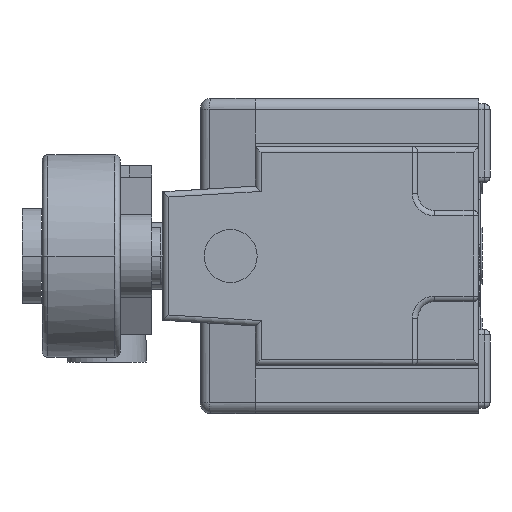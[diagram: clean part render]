
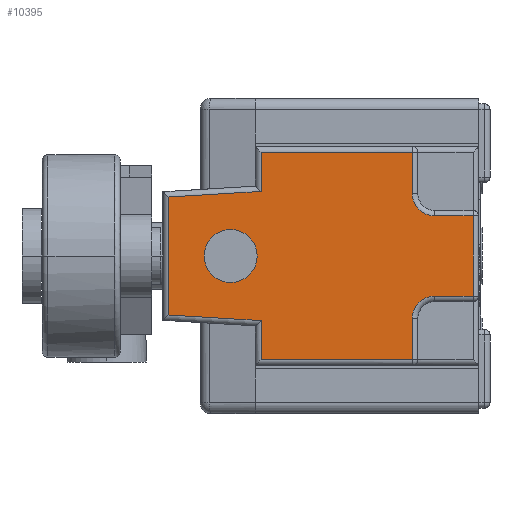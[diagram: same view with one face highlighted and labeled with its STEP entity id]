
A CAD part, left-side view. The second image highlights one B-rep face of the part: STEP entity #10395.
In plain terms, the highlighted planar face has unit normal (-1, 0, 0).
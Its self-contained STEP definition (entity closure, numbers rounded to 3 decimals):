
#1610=CARTESIAN_POINT('',(-51.5,22.,0.));
#1611=DIRECTION('',(-1.,0.,0.));
#1612=DIRECTION('',(0.,0.,1.));
#1613=AXIS2_PLACEMENT_3D('',#1610,#1611,#1612);
#1615=CARTESIAN_POINT('',(-51.5,22.,0.));
#1616=DIRECTION('',(-1.,0.,0.));
#1617=DIRECTION('',(0.,0.,-1.));
#1618=AXIS2_PLACEMENT_3D('',#1615,#1616,#1617);
#1620=DIRECTION('',(0.,0.,-1.));
#1621=VECTOR('',#1620,7.1);
#1622=CARTESIAN_POINT('',(-51.5,0.5,3.55));
#1623=LINE('',#1622,#1621);
#1624=DIRECTION('',(0.,-1.,0.));
#1625=VECTOR('',#1624,3.4);
#1626=CARTESIAN_POINT('',(-51.5,3.9,-3.55));
#1627=LINE('',#1626,#1625);
#1628=CARTESIAN_POINT('',(-51.5,3.9,-5.55));
#1629=DIRECTION('',(1.,0.,0.));
#1630=DIRECTION('',(0.,1.,0.));
#1631=AXIS2_PLACEMENT_3D('',#1628,#1629,#1630);
#1633=DIRECTION('',(0.,0.,1.));
#1634=VECTOR('',#1633,3.65);
#1635=CARTESIAN_POINT('',(-51.5,5.9,-9.2));
#1636=LINE('',#1635,#1634);
#1637=DIRECTION('',(0.,1.,0.));
#1638=VECTOR('',#1637,13.4);
#1639=CARTESIAN_POINT('',(-51.5,5.9,-9.2));
#1640=LINE('',#1639,#1638);
#1641=DIRECTION('',(0.,0.,-1.));
#1642=VECTOR('',#1641,3.47);
#1643=CARTESIAN_POINT('',(-51.5,19.3,-5.73));
#1644=LINE('',#1643,#1642);
#1645=DIRECTION('',(0.,-0.998,-0.061));
#1646=VECTOR('',#1645,8.215);
#1647=CARTESIAN_POINT('',(-51.5,27.5,-5.23));
#1648=LINE('',#1647,#1646);
#1649=DIRECTION('',(0.,0.,-1.));
#1650=VECTOR('',#1649,10.459);
#1651=CARTESIAN_POINT('',(-51.5,27.5,5.23));
#1652=LINE('',#1651,#1650);
#1653=DIRECTION('',(0.,0.998,-0.061));
#1654=VECTOR('',#1653,8.215);
#1655=CARTESIAN_POINT('',(-51.5,19.3,5.73));
#1656=LINE('',#1655,#1654);
#1657=DIRECTION('',(0.,0.,-1.));
#1658=VECTOR('',#1657,3.47);
#1659=CARTESIAN_POINT('',(-51.5,19.3,9.2));
#1660=LINE('',#1659,#1658);
#1661=DIRECTION('',(0.,-1.,0.));
#1662=VECTOR('',#1661,13.4);
#1663=CARTESIAN_POINT('',(-51.5,19.3,9.2));
#1664=LINE('',#1663,#1662);
#1665=DIRECTION('',(0.,0.,1.));
#1666=VECTOR('',#1665,3.65);
#1667=CARTESIAN_POINT('',(-51.5,5.9,5.55));
#1668=LINE('',#1667,#1666);
#1669=CARTESIAN_POINT('',(-51.5,3.9,5.55));
#1670=DIRECTION('',(1.,0.,0.));
#1671=DIRECTION('',(0.,0.,-1.));
#1672=AXIS2_PLACEMENT_3D('',#1669,#1670,#1671);
#1674=DIRECTION('',(0.,1.,0.));
#1675=VECTOR('',#1674,3.4);
#1676=CARTESIAN_POINT('',(-51.5,0.5,3.55));
#1677=LINE('',#1676,#1675);
#8575=CARTESIAN_POINT('',(-51.5,22.,2.35));
#8576=CARTESIAN_POINT('',(-51.5,22.,-2.35));
#8577=VERTEX_POINT('',#8575);
#8578=VERTEX_POINT('',#8576);
#9147=CARTESIAN_POINT('',(-51.5,0.5,3.55));
#9148=CARTESIAN_POINT('',(-51.5,0.5,-3.55));
#9149=VERTEX_POINT('',#9147);
#9150=VERTEX_POINT('',#9148);
#9175=CARTESIAN_POINT('',(-51.5,5.9,5.55));
#9176=CARTESIAN_POINT('',(-51.5,5.9,9.2));
#9177=VERTEX_POINT('',#9175);
#9178=VERTEX_POINT('',#9176);
#9179=CARTESIAN_POINT('',(-51.5,3.9,3.55));
#9180=VERTEX_POINT('',#9179);
#9183=CARTESIAN_POINT('',(-51.5,19.3,9.2));
#9184=VERTEX_POINT('',#9183);
#9189=CARTESIAN_POINT('',(-51.5,19.3,5.73));
#9190=VERTEX_POINT('',#9189);
#9193=CARTESIAN_POINT('',(-51.5,27.5,5.23));
#9194=VERTEX_POINT('',#9193);
#9197=CARTESIAN_POINT('',(-51.5,27.5,-5.23));
#9198=VERTEX_POINT('',#9197);
#9199=CARTESIAN_POINT('',(-51.5,19.3,-5.73));
#9200=VERTEX_POINT('',#9199);
#9205=CARTESIAN_POINT('',(-51.5,19.3,-9.2));
#9206=VERTEX_POINT('',#9205);
#9209=CARTESIAN_POINT('',(-51.5,5.9,-9.2));
#9210=VERTEX_POINT('',#9209);
#9227=CARTESIAN_POINT('',(-51.5,5.9,-5.55));
#9228=VERTEX_POINT('',#9227);
#9231=CARTESIAN_POINT('',(-51.5,3.9,-3.55));
#9232=VERTEX_POINT('',#9231);
#10356=CARTESIAN_POINT('',(-51.5,28.,-9.7));
#10357=DIRECTION('',(-1.,0.,0.));
#10358=DIRECTION('',(0.,-1.,0.));
#10359=AXIS2_PLACEMENT_3D('',#10356,#10357,#10358);
#10360=PLANE('',#10359);
#10362=ORIENTED_EDGE('',*,*,#10361,.T.);
#10364=ORIENTED_EDGE('',*,*,#10363,.F.);
#10366=ORIENTED_EDGE('',*,*,#10365,.F.);
#10368=ORIENTED_EDGE('',*,*,#10367,.F.);
#10370=ORIENTED_EDGE('',*,*,#10369,.T.);
#10372=ORIENTED_EDGE('',*,*,#10371,.F.);
#10374=ORIENTED_EDGE('',*,*,#10373,.F.);
#10376=ORIENTED_EDGE('',*,*,#10375,.F.);
#10378=ORIENTED_EDGE('',*,*,#10377,.F.);
#10379=ORIENTED_EDGE('',*,*,#10334,.F.);
#10380=ORIENTED_EDGE('',*,*,#10346,.T.);
#10382=ORIENTED_EDGE('',*,*,#10381,.F.);
#10384=ORIENTED_EDGE('',*,*,#10383,.F.);
#10386=ORIENTED_EDGE('',*,*,#10385,.F.);
#10387=EDGE_LOOP('',(#10362,#10364,#10366,#10368,#10370,#10372,#10374,#10376,
#10378,#10379,#10380,#10382,#10384,#10386));
#10388=FACE_OUTER_BOUND('',#10387,.F.);
#10390=ORIENTED_EDGE('',*,*,#10389,.T.);
#10392=ORIENTED_EDGE('',*,*,#10391,.T.);
#10393=EDGE_LOOP('',(#10390,#10392));
#10394=FACE_BOUND('',#10393,.F.);
#1614=CIRCLE('',#1613,2.35);
#1619=CIRCLE('',#1618,2.35);
#1632=CIRCLE('',#1631,2.);
#1673=CIRCLE('',#1672,2.);
#10334=EDGE_CURVE('',#9184,#9190,#1660,.T.);
#10346=EDGE_CURVE('',#9184,#9178,#1664,.T.);
#10361=EDGE_CURVE('',#9149,#9150,#1623,.T.);
#10363=EDGE_CURVE('',#9232,#9150,#1627,.T.);
#10365=EDGE_CURVE('',#9228,#9232,#1632,.T.);
#10367=EDGE_CURVE('',#9210,#9228,#1636,.T.);
#10369=EDGE_CURVE('',#9210,#9206,#1640,.T.);
#10371=EDGE_CURVE('',#9200,#9206,#1644,.T.);
#10373=EDGE_CURVE('',#9198,#9200,#1648,.T.);
#10375=EDGE_CURVE('',#9194,#9198,#1652,.T.);
#10377=EDGE_CURVE('',#9190,#9194,#1656,.T.);
#10381=EDGE_CURVE('',#9177,#9178,#1668,.T.);
#10383=EDGE_CURVE('',#9180,#9177,#1673,.T.);
#10385=EDGE_CURVE('',#9149,#9180,#1677,.T.);
#10389=EDGE_CURVE('',#8577,#8578,#1614,.T.);
#10391=EDGE_CURVE('',#8578,#8577,#1619,.T.);
#10395=ADVANCED_FACE('',(#10388,#10394),#10360,.T.);
